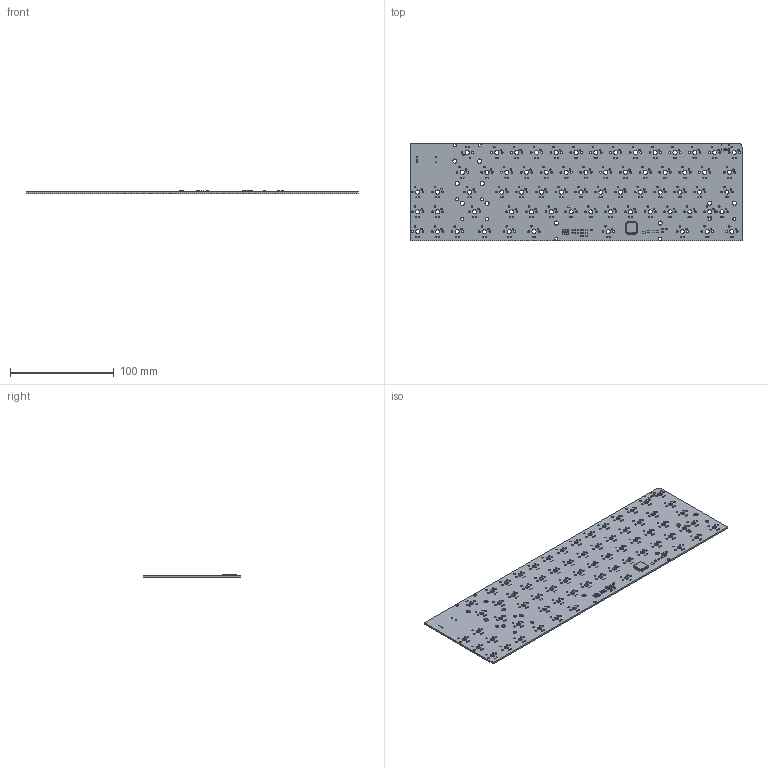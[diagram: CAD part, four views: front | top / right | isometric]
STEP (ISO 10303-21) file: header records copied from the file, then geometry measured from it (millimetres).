
FILE_DESCRIPTION(('FreeCAD Model'),'2;1');
FILE_NAME( 'PCB2.step' ,'2021-04-30T18:29:07',('Author'),(''), 'Open CASCADE STEP processor 7.3','FreeCAD','Unknown');
FILE_SCHEMA(('AUTOMOTIVE_DESIGN { 1 0 10303 214 1 1 1 1 }'));
Length unit declared in the file: millimetre
Products named in the file (23): Pikatea_Keyboard; Board_Geoms_c713; Local_CS_c713; Pcb_c713; PCB_Sketch_c713; Step_Models_c713; Top_c713; X1_Crystal_SMD_SeikoEpson_FA238-4Pin_3.2x2.5mm_608C011E; U1_LQFP_44_10x10mm_P08mm_608C921C; SW1_SW_SPST_TL3342_608C00A2; R5_R_0805_2012Metric_608C006C; R4_R_0805_2012Metric_608C005B; R3_R_0805_2012Metric_608C004A; C10_C_0805_2012Metric_608BF9E7; C9_C_0805_2012Metric_608BF9D6; C8_C_0805_2012Metric_608BF9C5; C7_C_0805_2012Metric_608BF9B4; C6_C_0805_2012Metric_608BF9A3; C5_C_0805_2012Metric_608BF992; C4_C_0805_2012Metric_608BF981; C3_C_0805_2012Metric_608BF970; C2_C_0805_2012Metric_608BF95F; C1_C_0805_2012Metric_608BF94E
Assembly tree (22 placements, depth 4):
  Pikatea_Keyboard
    Board_Geoms_c713
      Local_CS_c713
      Pcb_c713
      PCB_Sketch_c713
    Step_Models_c713
      Top_c713
        X1_Crystal_SMD_SeikoEpson_FA238-4Pin_3.2x2.5mm_608C011E
        U1_LQFP_44_10x10mm_P08mm_608C921C
        SW1_SW_SPST_TL3342_608C00A2
        R5_R_0805_2012Metric_608C006C
        R4_R_0805_2012Metric_608C005B
        R3_R_0805_2012Metric_608C004A
        C10_C_0805_2012Metric_608BF9E7
        C9_C_0805_2012Metric_608BF9D6
        C8_C_0805_2012Metric_608BF9C5
        C7_C_0805_2012Metric_608BF9B4
        C6_C_0805_2012Metric_608BF9A3
        C5_C_0805_2012Metric_608BF992
        C4_C_0805_2012Metric_608BF981
        C3_C_0805_2012Metric_608BF970
        C2_C_0805_2012Metric_608BF95F
        C1_C_0805_2012Metric_608BF94E
Bounding box: 319.6 x 93.7 x 3.14 mm (x, y, z)
Volume: 45331.4 mm3; surface area: 63042.2 mm2
Topology: 17 solids, 18 shells, 1827 faces, 5039 edges, 3283 vertices
Faces by surface type: cylinder 900, plane 834, bspline 92, torus 1
Full cylindrical faces by diameter (mm): 0.5 x1, 0.7 x5, 1 x5, 1.016 x6, 1.04 x136, 1.47 x136, 1.75 x134, 2 x1, 3.048 x10, 3.988 x78
Entity records: 73266 total; most frequent: CARTESIAN_POINT 14092, DIRECTION 10254, ORIENTED_EDGE 10068, EDGE_CURVE 5034, AXIS2_PLACEMENT_3D 3561, VERTEX_POINT 3273, LINE 3132, VECTOR 3132
